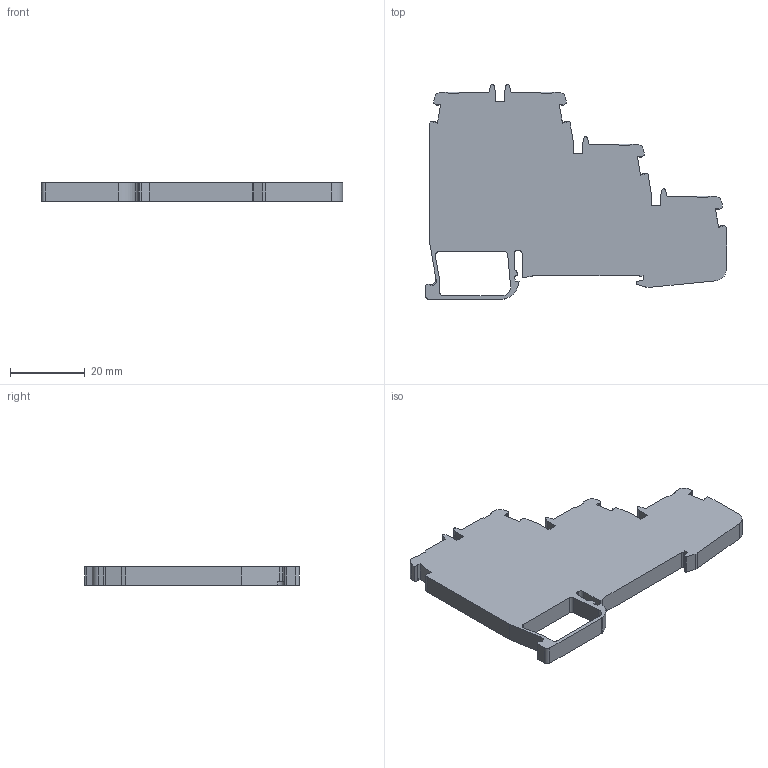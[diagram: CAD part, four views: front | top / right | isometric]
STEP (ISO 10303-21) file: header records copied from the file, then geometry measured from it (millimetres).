
FILE_DESCRIPTION (( 'STEP AP214' ), '1' );
FILE_NAME ('307409_PYK 3S_GR.STP', '2015-08-05T07:08:20', ( '' ), ( '' ), 'SwSTEP 2.0', 'SolidWorks 2015', '' );
FILE_SCHEMA (( 'AUTOMOTIVE_DESIGN' ));
Length unit declared in the file: millimetre
Products named in the file (1): 307409_PYK 3S_GR
Bounding box: 80.52 x 57.4 x 5 mm (x, y, z)
Volume: 14456.2 mm3; surface area: 7805.9 mm2
Topology: 1 solids, 1 shells, 265 faces, 768 edges, 509 vertices
Faces by surface type: plane 177, cylinder 80, cone 8
Entity records: 8729 total; most frequent: CARTESIAN_POINT 1684, ORIENTED_EDGE 1536, DIRECTION 1402, EDGE_CURVE 768, VECTOR 572, LINE 572, VERTEX_POINT 509, AXIS2_PLACEMENT_3D 415
